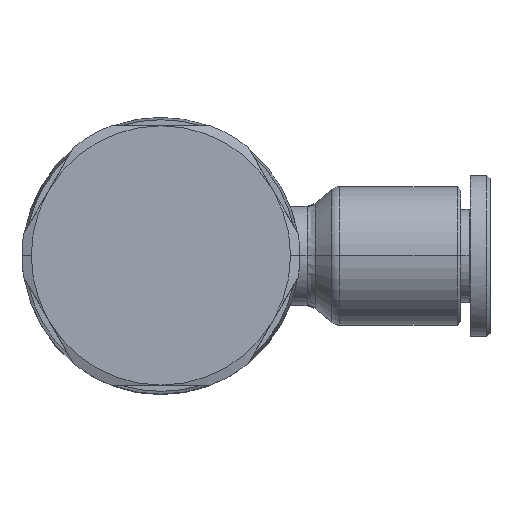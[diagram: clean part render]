
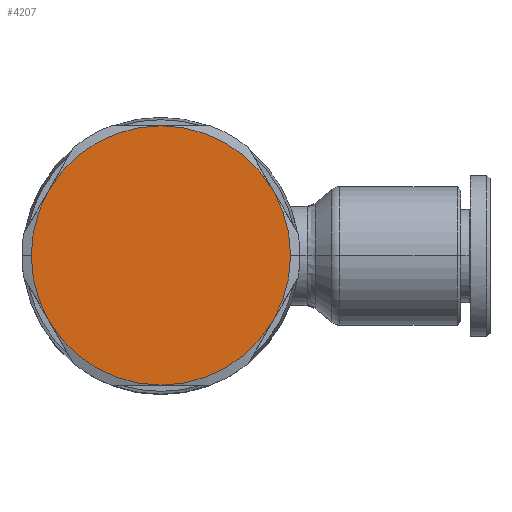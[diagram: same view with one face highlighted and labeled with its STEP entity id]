
A CAD part, top view. The second image highlights one B-rep face of the part: STEP entity #4207.
In plain terms, the highlighted planar face has unit normal (0, 0, 1).
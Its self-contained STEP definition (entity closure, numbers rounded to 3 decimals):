
#3136=CARTESIAN_POINT('',(-6.8,0.,14.5));
#3137=VERTEX_POINT('',#3136);
#3144=CARTESIAN_POINT('',(-5.393,5.25,14.5));
#3145=VERTEX_POINT('',#3144);
#3146=CARTESIAN_POINT('',(3.7,0.,14.5));
#3147=DIRECTION('',(0.0,0.0,1.0));
#3148=DIRECTION('',(1.0,0.0,0.0));
#3149=AXIS2_PLACEMENT_3D('',#3146,#3147,#3148);
#3150=CIRCLE('',#3149,10.5);
#3151=EDGE_CURVE('',#3145,#3137,#3150,.T.);
#3175=CARTESIAN_POINT('',(14.2,0.,14.5));
#3176=VERTEX_POINT('',#3175);
#3184=CARTESIAN_POINT('',(12.793,5.25,14.5));
#3185=VERTEX_POINT('',#3184);
#3199=CARTESIAN_POINT('',(3.7,0.,14.5));
#3200=DIRECTION('',(0.0,0.0,1.0));
#3201=DIRECTION('',(1.0,0.0,0.0));
#3202=AXIS2_PLACEMENT_3D('',#3199,#3200,#3201);
#3203=CIRCLE('',#3202,10.5);
#3204=EDGE_CURVE('',#3176,#3185,#3203,.T.);
#3579=CARTESIAN_POINT('',(12.793,-5.25,14.5));
#3580=VERTEX_POINT('',#3579);
#3581=CARTESIAN_POINT('',(3.7,0.,14.5));
#3582=DIRECTION('',(0.0,0.0,1.0));
#3583=DIRECTION('',(1.0,0.0,0.0));
#3584=AXIS2_PLACEMENT_3D('',#3581,#3582,#3583);
#3585=CIRCLE('',#3584,10.5);
#3586=EDGE_CURVE('',#3580,#3176,#3585,.T.);
#3620=CARTESIAN_POINT('',(3.7,-10.5,14.5));
#3621=VERTEX_POINT('',#3620);
#3657=CARTESIAN_POINT('',(3.7,0.,14.5));
#3658=DIRECTION('',(0.0,0.0,1.0));
#3659=DIRECTION('',(1.0,0.0,0.0));
#3660=AXIS2_PLACEMENT_3D('',#3657,#3658,#3659);
#3661=CIRCLE('',#3660,10.5);
#3662=EDGE_CURVE('',#3621,#3580,#3661,.T.);
#3687=CARTESIAN_POINT('',(-5.393,-5.25,14.5));
#3688=VERTEX_POINT('',#3687);
#3689=CARTESIAN_POINT('',(3.7,0.,14.5));
#3690=DIRECTION('',(0.0,0.0,1.0));
#3691=DIRECTION('',(1.0,0.0,0.0));
#3692=AXIS2_PLACEMENT_3D('',#3689,#3690,#3691);
#3693=CIRCLE('',#3692,10.5);
#3694=EDGE_CURVE('',#3688,#3621,#3693,.T.);
#3749=CARTESIAN_POINT('',(3.7,0.,14.5));
#3750=DIRECTION('',(0.0,0.0,1.0));
#3751=DIRECTION('',(1.0,0.0,0.0));
#3752=AXIS2_PLACEMENT_3D('',#3749,#3750,#3751);
#3753=CIRCLE('',#3752,10.5);
#3754=EDGE_CURVE('',#3137,#3688,#3753,.T.);
#3779=CARTESIAN_POINT('',(3.7,10.5,14.5));
#3780=VERTEX_POINT('',#3779);
#3781=CARTESIAN_POINT('',(3.7,0.,14.5));
#3782=DIRECTION('',(0.0,0.0,1.0));
#3783=DIRECTION('',(1.0,0.0,0.0));
#3784=AXIS2_PLACEMENT_3D('',#3781,#3782,#3783);
#3785=CIRCLE('',#3784,10.5);
#3786=EDGE_CURVE('',#3780,#3145,#3785,.T.);
#3833=CARTESIAN_POINT('',(3.7,0.,14.5));
#3834=DIRECTION('',(0.0,0.0,1.0));
#3835=DIRECTION('',(1.0,0.0,0.0));
#3836=AXIS2_PLACEMENT_3D('',#3833,#3834,#3835);
#3837=CIRCLE('',#3836,10.5);
#3838=EDGE_CURVE('',#3185,#3780,#3837,.T.);
#4192=CARTESIAN_POINT('',(3.7,0.,14.5));
#4193=DIRECTION('',(0.0,0.0,1.0));
#4194=DIRECTION('',(1.0,0.0,0.0));
#4195=AXIS2_PLACEMENT_3D('',#4192,#4193,#4194);
#4196=PLANE('',#4195);
#4197=ORIENTED_EDGE('',*,*,#3838,.T.);
#4198=ORIENTED_EDGE('',*,*,#3786,.T.);
#4199=ORIENTED_EDGE('',*,*,#3151,.T.);
#4200=ORIENTED_EDGE('',*,*,#3754,.T.);
#4201=ORIENTED_EDGE('',*,*,#3694,.T.);
#4202=ORIENTED_EDGE('',*,*,#3662,.T.);
#4203=ORIENTED_EDGE('',*,*,#3586,.T.);
#4204=ORIENTED_EDGE('',*,*,#3204,.T.);
#4205=EDGE_LOOP('',(#4197,#4198,#4199,#4200,#4201,#4202,#4203,#4204));
#4206=FACE_OUTER_BOUND('',#4205,.T.);
#4207=ADVANCED_FACE('',(#4206),#4196,.T.);
